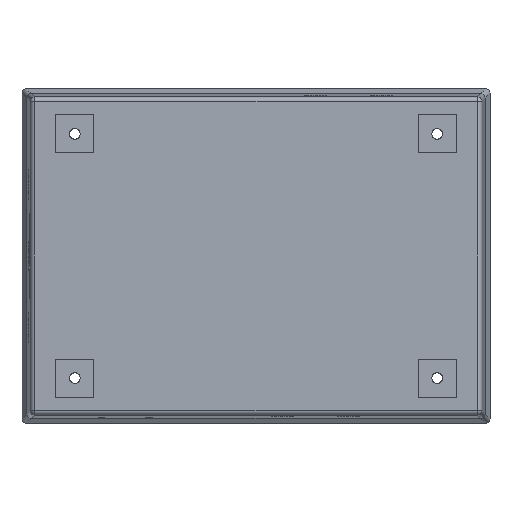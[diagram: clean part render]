
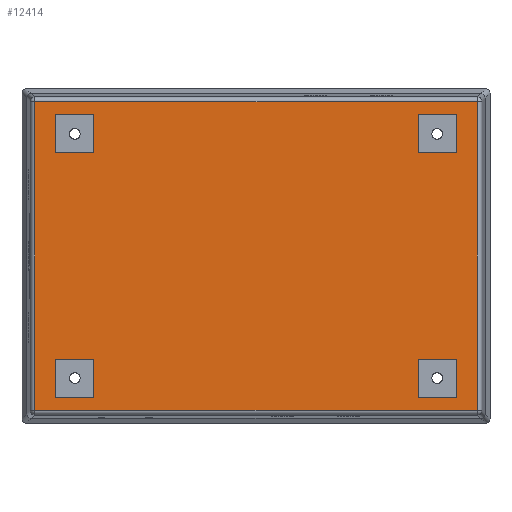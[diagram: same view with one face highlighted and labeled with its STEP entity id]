
A CAD part, front view. The second image highlights one B-rep face of the part: STEP entity #12414.
In plain terms, the highlighted planar face has unit normal (0, -1, 0).
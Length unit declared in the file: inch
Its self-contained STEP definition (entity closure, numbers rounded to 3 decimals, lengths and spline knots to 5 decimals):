
#9815=CARTESIAN_POINT('',(-5.79916,-4.75,4.04916));
#9816=VERTEX_POINT('',#9815);
#9824=CARTESIAN_POINT('',(5.79916,-4.75,4.04916));
#9825=VERTEX_POINT('',#9824);
#9826=CARTESIAN_POINT('',(-5.79916,-4.75,4.04916));
#9827=DIRECTION('',(1.0,0.0,0.0));
#9828=VECTOR('',#9827,1.0);
#9829=LINE('',#9826,#9828);
#9830=EDGE_CURVE('no 3723',#9816,#9825,#9829,.T.);
#10201=CARTESIAN_POINT('',(-5.79916,-4.75,-4.04916));
#10202=VERTEX_POINT('',#10201);
#10210=CARTESIAN_POINT('',(-5.79916,-4.75,-4.04916));
#10211=DIRECTION('',(0.0,0.0,1.0));
#10212=VECTOR('',#10211,1.0);
#10213=LINE('',#10210,#10212);
#10214=EDGE_CURVE('no 3721',#10202,#9816,#10213,.T.);
#11167=CARTESIAN_POINT('',(5.79916,-4.75,-4.04916));
#11168=VERTEX_POINT('',#11167);
#11176=CARTESIAN_POINT('',(5.79916,-4.75,-4.04916));
#11177=DIRECTION('',(-1.0,-0.0,0.0));
#11178=VECTOR('',#11177,1.0);
#11179=LINE('',#11176,#11178);
#11180=EDGE_CURVE('no 3685',#11168,#10202,#11179,.T.);
#12262=ORIENTED_EDGE('no 3723',*,*,#9830,.F.);
#12263=ORIENTED_EDGE('no 3721',*,*,#10214,.F.);
#12264=ORIENTED_EDGE('no 3685',*,*,#11180,.F.);
#12265=CARTESIAN_POINT('',(5.79916,-4.75,4.04916));
#12266=DIRECTION('',(0.0,0.0,-1.0));
#12267=VECTOR('',#12266,1.0);
#12268=LINE('',#12265,#12267);
#12269=EDGE_CURVE('no 3683',#9825,#11168,#12268,.T.);
#12270=ORIENTED_EDGE('no 3683',*,*,#12269,.F.);
#12271=EDGE_LOOP('',(#12262,#12263,#12264,#12270));
#12272=FACE_OUTER_BOUND('',#12271,.T.);
#12273=CARTESIAN_POINT('',(4.25,-4.75,-3.7));
#12274=VERTEX_POINT('',#12273);
#12275=CARTESIAN_POINT('',(5.25,-4.75,-3.7));
#12276=VERTEX_POINT('',#12275);
#12277=CARTESIAN_POINT('',(4.25,-4.75,-3.7));
#12278=DIRECTION('',(1.0,0.0,0.0));
#12279=VECTOR('',#12278,1.0);
#12280=LINE('',#12277,#12279);
#12281=EDGE_CURVE('no 3741',#12274,#12276,#12280,.T.);
#12282=ORIENTED_EDGE('no 3741',*,*,#12281,.F.);
#12283=CARTESIAN_POINT('',(4.25,-4.75,-2.7));
#12284=VERTEX_POINT('',#12283);
#12285=CARTESIAN_POINT('',(4.25,-4.75,-2.7));
#12286=DIRECTION('',(0.0,0.0,-1.0));
#12287=VECTOR('',#12286,1.0);
#12288=LINE('',#12285,#12287);
#12289=EDGE_CURVE('no 3742',#12284,#12274,#12288,.T.);
#12290=ORIENTED_EDGE('no 3742',*,*,#12289,.F.);
#12291=CARTESIAN_POINT('',(5.25,-4.75,-2.7));
#12292=VERTEX_POINT('',#12291);
#12293=CARTESIAN_POINT('',(5.25,-4.75,-2.7));
#12294=DIRECTION('',(-1.0,0.0,-0.0));
#12295=VECTOR('',#12294,1.0);
#12296=LINE('',#12293,#12295);
#12297=EDGE_CURVE('no 3743',#12292,#12284,#12296,.T.);
#12298=ORIENTED_EDGE('no 3743',*,*,#12297,.F.);
#12299=CARTESIAN_POINT('',(5.25,-4.75,-3.7));
#12300=DIRECTION('',(0.0,0.0,1.0));
#12301=VECTOR('',#12300,1.0);
#12302=LINE('',#12299,#12301);
#12303=EDGE_CURVE('no 3740',#12276,#12292,#12302,.T.);
#12304=ORIENTED_EDGE('no 3740',*,*,#12303,.F.);
#12305=EDGE_LOOP('',(#12282,#12290,#12298,#12304));
#12306=FACE_BOUND('',#12305,.T.);
#12307=CARTESIAN_POINT('',(-4.25,-4.75,3.7));
#12308=VERTEX_POINT('',#12307);
#12309=CARTESIAN_POINT('',(-5.25,-4.75,3.7));
#12310=VERTEX_POINT('',#12309);
#12311=CARTESIAN_POINT('',(-4.25,-4.75,3.7));
#12312=DIRECTION('',(-1.0,0.0,0.0));
#12313=VECTOR('',#12312,1.0);
#12314=LINE('',#12311,#12313);
#12315=EDGE_CURVE('no 3745',#12308,#12310,#12314,.T.);
#12316=ORIENTED_EDGE('no 3745',*,*,#12315,.F.);
#12317=CARTESIAN_POINT('',(-4.25,-4.75,2.7));
#12318=VERTEX_POINT('',#12317);
#12319=CARTESIAN_POINT('',(-4.25,-4.75,2.7));
#12320=DIRECTION('',(0.0,0.0,1.0));
#12321=VECTOR('',#12320,1.0);
#12322=LINE('',#12319,#12321);
#12323=EDGE_CURVE('no 3746',#12318,#12308,#12322,.T.);
#12324=ORIENTED_EDGE('no 3746',*,*,#12323,.F.);
#12325=CARTESIAN_POINT('',(-5.25,-4.75,2.7));
#12326=VERTEX_POINT('',#12325);
#12327=CARTESIAN_POINT('',(-5.25,-4.75,2.7));
#12328=DIRECTION('',(1.0,0.0,-0.0));
#12329=VECTOR('',#12328,1.0);
#12330=LINE('',#12327,#12329);
#12331=EDGE_CURVE('no 3747',#12326,#12318,#12330,.T.);
#12332=ORIENTED_EDGE('no 3747',*,*,#12331,.F.);
#12333=CARTESIAN_POINT('',(-5.25,-4.75,3.7));
#12334=DIRECTION('',(-0.0,0.0,-1.0));
#12335=VECTOR('',#12334,1.0);
#12336=LINE('',#12333,#12335);
#12337=EDGE_CURVE('no 3744',#12310,#12326,#12336,.T.);
#12338=ORIENTED_EDGE('no 3744',*,*,#12337,.F.);
#12339=EDGE_LOOP('',(#12316,#12324,#12332,#12338));
#12340=FACE_BOUND('',#12339,.T.);
#12341=CARTESIAN_POINT('',(-5.25,-4.75,-3.7));
#12342=VERTEX_POINT('',#12341);
#12343=CARTESIAN_POINT('',(-4.25,-4.75,-3.7));
#12344=VERTEX_POINT('',#12343);
#12345=CARTESIAN_POINT('',(-5.25,-4.75,-3.7));
#12346=DIRECTION('',(1.0,0.0,-0.0));
#12347=VECTOR('',#12346,1.0);
#12348=LINE('',#12345,#12347);
#12349=EDGE_CURVE('no 3749',#12342,#12344,#12348,.T.);
#12350=ORIENTED_EDGE('no 3749',*,*,#12349,.F.);
#12351=CARTESIAN_POINT('',(-5.25,-4.75,-2.7));
#12352=VERTEX_POINT('',#12351);
#12353=CARTESIAN_POINT('',(-5.25,-4.75,-2.7));
#12354=DIRECTION('',(0.0,0.0,-1.0));
#12355=VECTOR('',#12354,1.0);
#12356=LINE('',#12353,#12355);
#12357=EDGE_CURVE('no 3750',#12352,#12342,#12356,.T.);
#12358=ORIENTED_EDGE('no 3750',*,*,#12357,.F.);
#12359=CARTESIAN_POINT('',(-4.25,-4.75,-2.7));
#12360=VERTEX_POINT('',#12359);
#12361=CARTESIAN_POINT('',(-4.25,-4.75,-2.7));
#12362=DIRECTION('',(-1.0,0.0,0.0));
#12363=VECTOR('',#12362,1.0);
#12364=LINE('',#12361,#12363);
#12365=EDGE_CURVE('no 3751',#12360,#12352,#12364,.T.);
#12366=ORIENTED_EDGE('no 3751',*,*,#12365,.F.);
#12367=CARTESIAN_POINT('',(-4.25,-4.75,-3.7));
#12368=DIRECTION('',(0.0,0.0,1.0));
#12369=VECTOR('',#12368,1.0);
#12370=LINE('',#12367,#12369);
#12371=EDGE_CURVE('no 3748',#12344,#12360,#12370,.T.);
#12372=ORIENTED_EDGE('no 3748',*,*,#12371,.F.);
#12373=EDGE_LOOP('',(#12350,#12358,#12366,#12372));
#12374=FACE_BOUND('',#12373,.T.);
#12375=CARTESIAN_POINT('',(4.25,-4.75,2.7));
#12376=VERTEX_POINT('',#12375);
#12377=CARTESIAN_POINT('',(5.25,-4.75,2.7));
#12378=VERTEX_POINT('',#12377);
#12379=CARTESIAN_POINT('',(4.25,-4.75,2.7));
#12380=DIRECTION('',(1.0,0.0,0.0));
#12381=VECTOR('',#12380,1.0);
#12382=LINE('',#12379,#12381);
#12383=EDGE_CURVE('no 3753',#12376,#12378,#12382,.T.);
#12384=ORIENTED_EDGE('no 3753',*,*,#12383,.F.);
#12385=CARTESIAN_POINT('',(4.25,-4.75,3.7));
#12386=VERTEX_POINT('',#12385);
#12387=CARTESIAN_POINT('',(4.25,-4.75,3.7));
#12388=DIRECTION('',(0.0,0.0,-1.0));
#12389=VECTOR('',#12388,1.0);
#12390=LINE('',#12387,#12389);
#12391=EDGE_CURVE('no 3754',#12386,#12376,#12390,.T.);
#12392=ORIENTED_EDGE('no 3754',*,*,#12391,.F.);
#12393=CARTESIAN_POINT('',(5.25,-4.75,3.7));
#12394=VERTEX_POINT('',#12393);
#12395=CARTESIAN_POINT('',(5.25,-4.75,3.7));
#12396=DIRECTION('',(-1.0,0.0,0.0));
#12397=VECTOR('',#12396,1.0);
#12398=LINE('',#12395,#12397);
#12399=EDGE_CURVE('no 3755',#12394,#12386,#12398,.T.);
#12400=ORIENTED_EDGE('no 3755',*,*,#12399,.F.);
#12401=CARTESIAN_POINT('',(5.25,-4.75,2.7));
#12402=DIRECTION('',(0.0,0.0,1.0));
#12403=VECTOR('',#12402,1.0);
#12404=LINE('',#12401,#12403);
#12405=EDGE_CURVE('no 3752',#12378,#12394,#12404,.T.);
#12406=ORIENTED_EDGE('no 3752',*,*,#12405,.F.);
#12407=EDGE_LOOP('',(#12384,#12392,#12400,#12406));
#12408=FACE_BOUND('',#12407,.T.);
#12409=CARTESIAN_POINT('',(0.0,-4.75,0.0));
#12410=DIRECTION('',(0.0,1.0,0.0));
#12411=DIRECTION('',(0.0,0.0,1.0));
#12412=AXIS2_PLACEMENT_3D('',#12409,#12410,#12411);
#12413=PLANE('',#12412);
#12414=ADVANCED_FACE('no 4405',(#12272,#12306,#12340,#12374,#12408),#12413,.F.);
